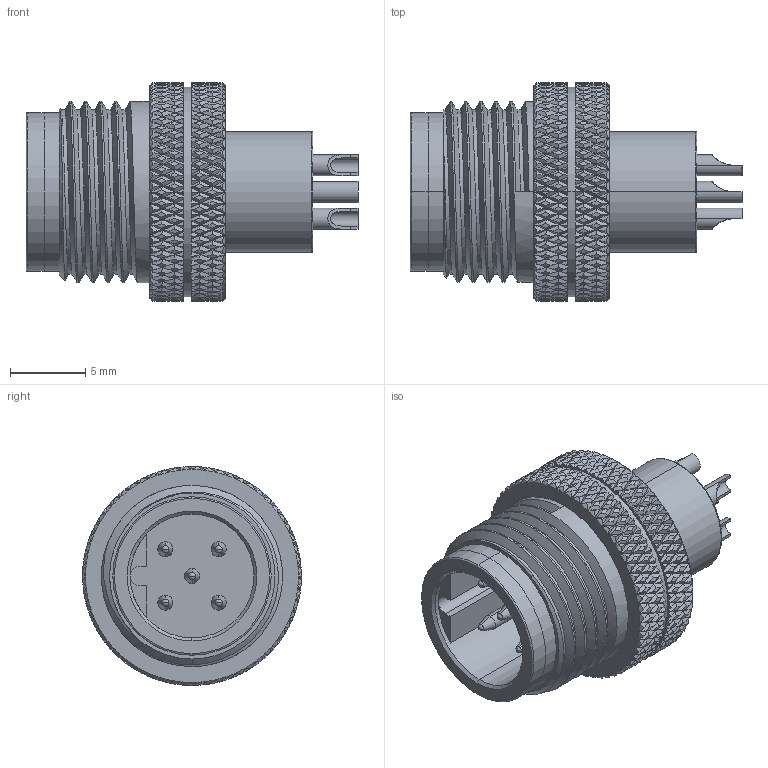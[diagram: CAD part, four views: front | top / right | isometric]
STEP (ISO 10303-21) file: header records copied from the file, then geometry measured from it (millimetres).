
FILE_DESCRIPTION (( 'STEP AP203' ), '1' );
FILE_NAME ('50-01019A.STEP', '2023-02-03T21:47:21', ( '' ), ( '' ), 'SwSTEP 2.0', 'SolidWorks 2021', '' );
FILE_SCHEMA (( 'CONFIG_CONTROL_DESIGN' ));
Length unit declared in the file: millimetre
Products named in the file (4): 50-01019-03___; 50-01019-01___; 50-01019-02___; 50-01019A
Assembly tree (7 placements, depth 2):
  50-01019A
    50-01019-01___
    50-01019-02___
    50-01019-03___  x5
Bounding box: 22 x 14.5 x 14.5 mm (x, y, z)
Volume: 1384.6 mm3; surface area: 2790.6 mm2
Topology: 7 solids, 7 shells, 2298 faces, 5004 edges, 2743 vertices
Faces by surface type: bspline 1443, cylinder 597, cone 155, plane 59, torus 34, sphere 10
Entity records: 105511 total; most frequent: CARTESIAN_POINT 71008, ORIENTED_EDGE 9428, EDGE_CURVE 4714, B_SPLINE_CURVE_WITH_KNOTS 4098, VERTEX_POINT 2575, DIRECTION 2550, EDGE_LOOP 2191, ADVANCED_FACE 2162
